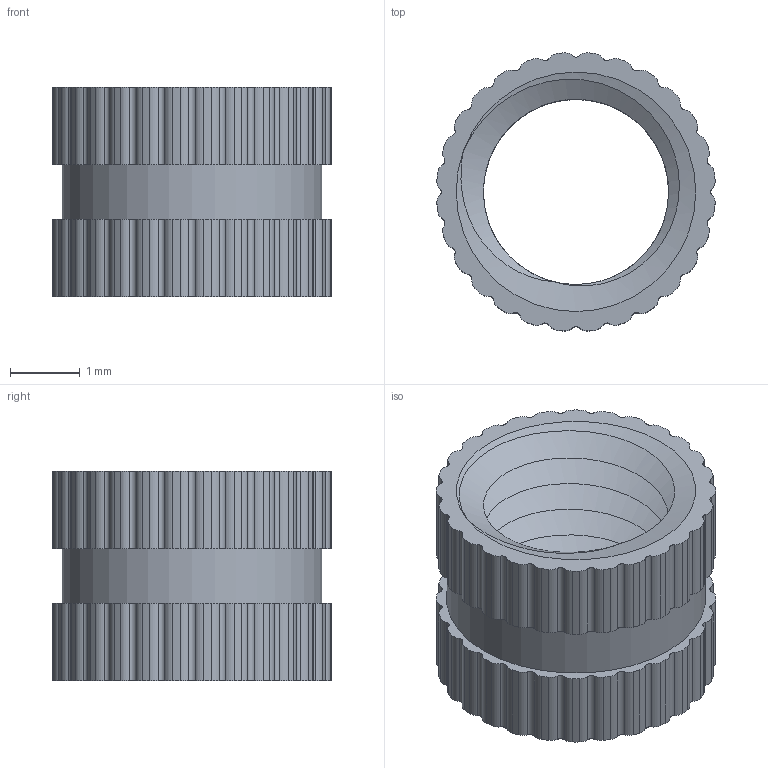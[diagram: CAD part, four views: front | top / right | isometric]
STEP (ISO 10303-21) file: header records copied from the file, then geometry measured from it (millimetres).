
FILE_DESCRIPTION(/* description */ ('Unknown'),/* implementation_level */ '2;1');
FILE_NAME(/* name */ 'Threaded Insert - M3x3x4',/* time_stamp */ '2021-07-16T15:37:16-04:00',/* author */ ('Unknown'),/* organization */ ('Unknown'),/* preprocessor_version */ 'ST-DEVELOPER v16.7',/* originating_system */ 'Solid Edge',/* authorisation */ 'Unknown');
FILE_SCHEMA (('CONFIG_CONTROL_DESIGN'));
Length unit declared in the file: millimetre
Products named in the file (1): Threaded Insert - M3x3x4
Bounding box: 3.99 x 3.99 x 3 mm (x, y, z)
Volume: 13.7 mm3; surface area: 108.5 mm2
Topology: 1 solids, 21 shells, 404 faces, 1078 edges, 718 vertices
Faces by surface type: cylinder 225, plane 137, bspline 41, cone 1
Full cylindrical faces by diameter (mm): 3.72 x1
Entity records: 17477 total; most frequent: CARTESIAN_POINT 4768, ORIENTED_EDGE 2146, DIRECTION 1982, EDGE_CURVE 1073, AXIS2_PLACEMENT_3D 815, VERTEX_POINT 718, CIRCLE 451, EDGE_LOOP 425
